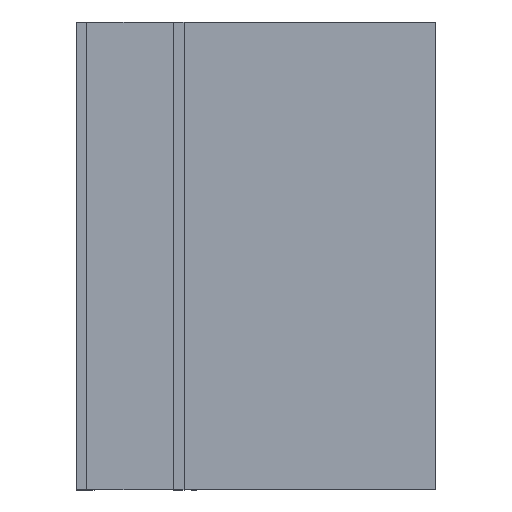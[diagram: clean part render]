
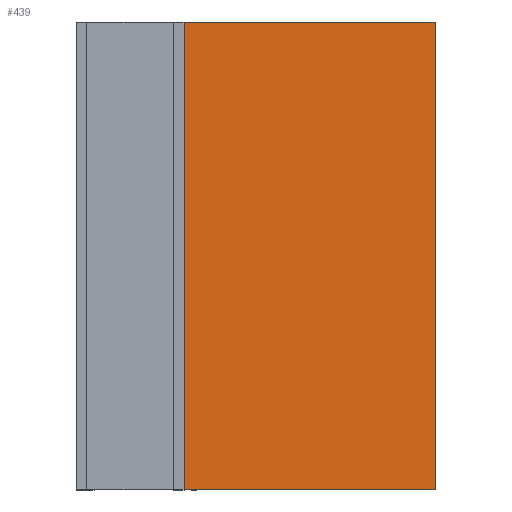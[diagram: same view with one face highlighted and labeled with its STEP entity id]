
A CAD part, top view. The second image highlights one B-rep face of the part: STEP entity #439.
In plain terms, the highlighted planar face has unit normal (0, 0, 1).
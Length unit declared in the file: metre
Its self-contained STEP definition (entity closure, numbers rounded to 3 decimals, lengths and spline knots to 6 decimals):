
#16=ORIENTED_EDGE('',*,*,#142,.F.);
#17=ORIENTED_EDGE('',*,*,#143,.T.);
#18=ORIENTED_EDGE('',*,*,#144,.T.);
#19=ORIENTED_EDGE('',*,*,#145,.F.);
#142=EDGE_CURVE('',#205,#206,#247,.T.);
#143=EDGE_CURVE('',#205,#207,#248,.T.);
#144=EDGE_CURVE('',#207,#208,#249,.T.);
#145=EDGE_CURVE('',#206,#208,#250,.T.);
#205=VERTEX_POINT('',#620);
#206=VERTEX_POINT('',#621);
#207=VERTEX_POINT('',#623);
#208=VERTEX_POINT('',#625);
#247=LINE('',#619,#310);
#248=LINE('',#622,#311);
#249=LINE('',#624,#312);
#250=LINE('',#626,#313);
#310=VECTOR('',#507,1.);
#311=VECTOR('',#508,1.);
#312=VECTOR('',#509,1.);
#313=VECTOR('',#510,1.);
#370=EDGE_LOOP('',(#16,#17,#18,#19));
#393=FACE_BOUND('',#370,.T.);
#416=PLANE('',#475);
#439=ADVANCED_FACE('',(#393),#416,.T.);
#475=AXIS2_PLACEMENT_3D('',#618,#505,#506);
#505=DIRECTION('',(0.,0.,1.));
#506=DIRECTION('',(1.,0.,0.));
#507=DIRECTION('',(1.,0.,0.));
#508=DIRECTION('',(0.,-1.,0.));
#509=DIRECTION('',(1.,0.,0.));
#510=DIRECTION('',(0.,-1.,0.));
#618=CARTESIAN_POINT('',(-0.020795,0.05703,0.0025));
#619=CARTESIAN_POINT('',(-0.066795,0.12203,0.0025));
#620=CARTESIAN_POINT('',(-0.040795,0.12203,0.0025));
#621=CARTESIAN_POINT('',(0.029205,0.12203,0.0025));
#622=CARTESIAN_POINT('',(-0.040795,0.05703,0.0025));
#623=CARTESIAN_POINT('',(-0.040795,-0.00797,0.0025));
#624=CARTESIAN_POINT('',(-0.066795,-0.00797,0.0025));
#625=CARTESIAN_POINT('',(0.029205,-0.00797,0.0025));
#626=CARTESIAN_POINT('',(0.029205,0.05703,0.0025));
